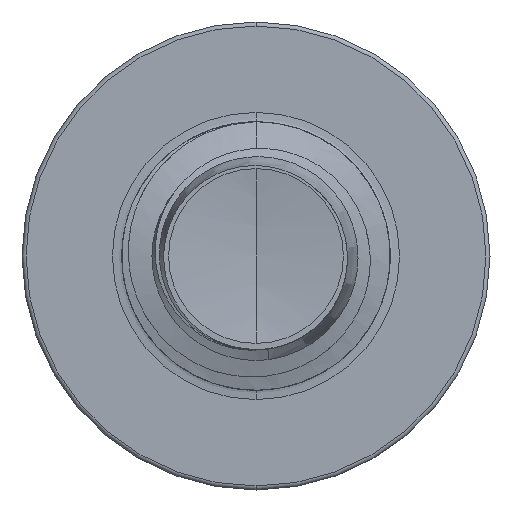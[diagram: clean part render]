
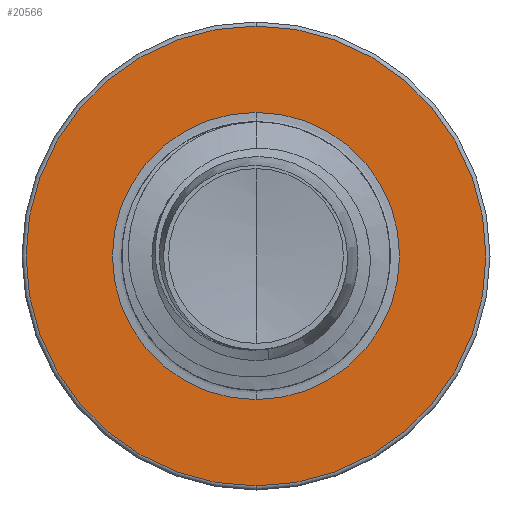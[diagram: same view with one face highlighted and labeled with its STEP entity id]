
A CAD part, front view. The second image highlights one B-rep face of the part: STEP entity #20566.
In plain terms, the highlighted planar face has unit normal (0, -1, 0).
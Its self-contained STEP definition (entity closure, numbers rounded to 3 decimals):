
#259 = CIRCLE ( 'NONE', #7555, 1.872 ) ;
#271 = ORIENTED_EDGE ( 'NONE', *, *, #11261, .F. ) ;
#296 = CIRCLE ( 'NONE', #12443, 2.998 ) ;
#868 = DIRECTION ( 'NONE',  ( 0., 1., 0. ) ) ;
#1967 = PLANE ( 'NONE',  #16571 ) ;
#3454 = DIRECTION ( 'NONE',  ( 0., 1., 0. ) ) ;
#4326 = CIRCLE ( 'NONE', #7794, 2.998 ) ;
#4430 = CIRCLE ( 'NONE', #4908, 1.872 ) ;
#4908 = AXIS2_PLACEMENT_3D ( 'NONE', #13294, #3454, #14864 ) ;
#5238 = VERTEX_POINT ( 'NONE', #20230 ) ;
#5279 = DIRECTION ( 'NONE',  ( 0., 1., 0. ) ) ;
#5303 = CARTESIAN_POINT ( 'NONE',  ( 0., 8.5, 0. ) ) ;
#7000 = DIRECTION ( 'NONE',  ( 0., 0., 1. ) ) ;
#7475 = CARTESIAN_POINT ( 'NONE',  ( 0., 8.5, 0. ) ) ;
#7555 = AXIS2_PLACEMENT_3D ( 'NONE', #7475, #18630, #9067 ) ;
#7794 = AXIS2_PLACEMENT_3D ( 'NONE', #5303, #16652, #7000 ) ;
#8890 = FACE_BOUND ( 'NONE', #16765, .T. ) ;
#8999 = CARTESIAN_POINT ( 'NONE',  ( 0., 8.5, -2.997 ) ) ;
#9067 = DIRECTION ( 'NONE',  ( 0., 0., 1. ) ) ;
#10741 = CARTESIAN_POINT ( 'NONE',  ( 0., 8.5, 0. ) ) ;
#10898 = ORIENTED_EDGE ( 'NONE', *, *, #18872, .F. ) ;
#11056 = EDGE_CURVE ( 'NONE', #5238, #15286, #4430, .T. ) ;
#11261 = EDGE_CURVE ( 'NONE', #19656, #15793, #4326, .T. ) ;
#11421 = ORIENTED_EDGE ( 'NONE', *, *, #19682, .T. ) ;
#12423 = DIRECTION ( 'NONE',  ( 0., 0., 1. ) ) ;
#12443 = AXIS2_PLACEMENT_3D ( 'NONE', #10741, #868, #12423 ) ;
#13294 = CARTESIAN_POINT ( 'NONE',  ( 0., 8.5, 0. ) ) ;
#13719 = ORIENTED_EDGE ( 'NONE', *, *, #11056, .T. ) ;
#14864 = DIRECTION ( 'NONE',  ( 0., 0., 1. ) ) ;
#15028 = CARTESIAN_POINT ( 'NONE',  ( 0., 8.5, -1.872 ) ) ;
#15286 = VERTEX_POINT ( 'NONE', #16841 ) ;
#15793 = VERTEX_POINT ( 'NONE', #20360 ) ;
#16217 = FACE_OUTER_BOUND ( 'NONE', #16781, .T. ) ;
#16571 = AXIS2_PLACEMENT_3D ( 'NONE', #15028, #5279, #16628 ) ;
#16628 = DIRECTION ( 'NONE',  ( 0., 0., 1. ) ) ;
#16652 = DIRECTION ( 'NONE',  ( 0., 1., 0. ) ) ;
#16765 = EDGE_LOOP ( 'NONE', ( #13719, #11421 ) ) ;
#16781 = EDGE_LOOP ( 'NONE', ( #10898, #271 ) ) ;
#16841 = CARTESIAN_POINT ( 'NONE',  ( 0., 8.5, -1.872 ) ) ;
#18630 = DIRECTION ( 'NONE',  ( 0., 1., 0. ) ) ;
#18872 = EDGE_CURVE ( 'NONE', #15793, #19656, #296, .T. ) ;
#19656 = VERTEX_POINT ( 'NONE', #8999 ) ;
#19682 = EDGE_CURVE ( 'NONE', #15286, #5238, #259, .T. ) ;
#20230 = CARTESIAN_POINT ( 'NONE',  ( 0., 8.5, 1.872 ) ) ;
#20360 = CARTESIAN_POINT ( 'NONE',  ( 0., 8.5, 2.998 ) ) ;
#20566 = ADVANCED_FACE ( 'NONE', ( #16217, #8890 ), #1967, .F. ) ;
